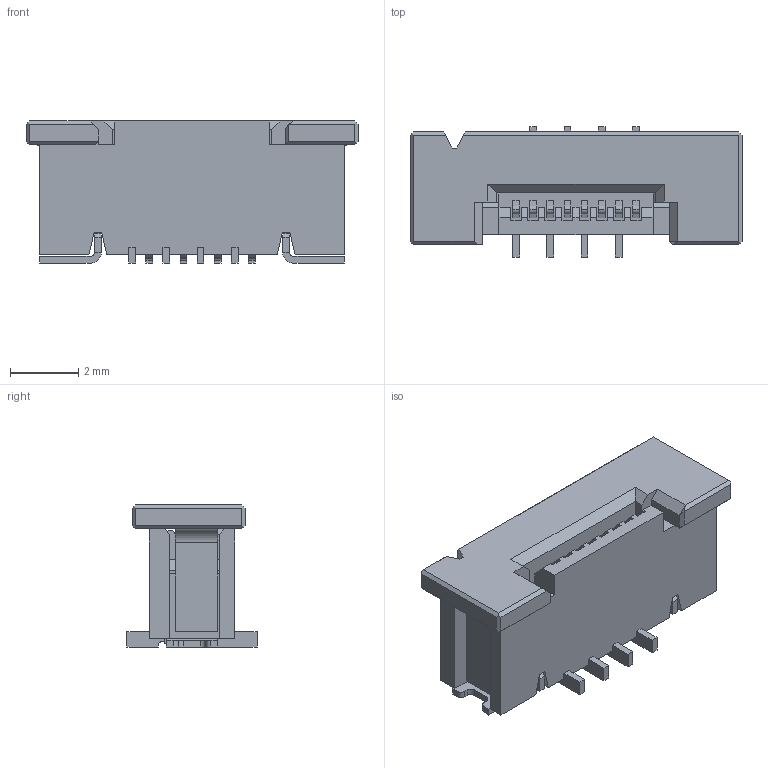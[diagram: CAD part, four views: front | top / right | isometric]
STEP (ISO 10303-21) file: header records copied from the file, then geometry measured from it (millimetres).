
FILE_DESCRIPTION(('STEP AP242'),'1');
FILE_NAME('1734742-8.stp','2021-01-27T22:54:39',('TraceParts'),('TraceParts S.A.'),'Spatial InterOp 3D',' ',' ');
FILE_SCHEMA(('AP242_MANAGED_MODEL_BASED_3D_ENGINEERING_MIM_LF {1 0 10303 442 1 1 4}'));
Length unit declared in the file: millimetre
Products named in the file (1): 1734742-8
Bounding box: 9.7 x 3.8 x 4.15 mm (x, y, z)
Volume: 76.3 mm3; surface area: 318.5 mm2
Topology: 1 solids, 1 shells, 491 faces, 1420 edges, 927 vertices
Faces by surface type: plane 423, cylinder 68
Entity records: 15919 total; most frequent: CARTESIAN_POINT 2845, ORIENTED_EDGE 2840, DIRECTION 2538, EDGE_CURVE 1420, LINE 1282, VECTOR 1282, VERTEX_POINT 927, AXIS2_PLACEMENT_3D 628
